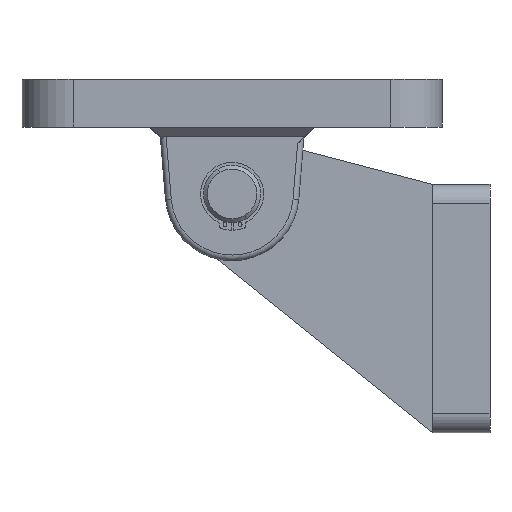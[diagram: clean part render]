
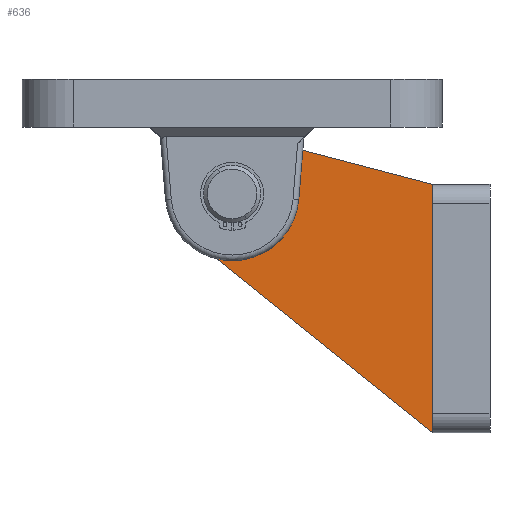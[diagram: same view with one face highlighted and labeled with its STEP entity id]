
A CAD part, front view. The second image highlights one B-rep face of the part: STEP entity #636.
In plain terms, the highlighted face is planar.
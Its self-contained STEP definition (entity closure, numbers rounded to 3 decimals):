
#13 = ORIENTED_EDGE ( 'NONE', *, *, #3602, .F. ) ;
#58 = ORIENTED_EDGE ( 'NONE', *, *, #3609, .T. ) ;
#77 = ORIENTED_EDGE ( 'NONE', *, *, #3654, .T. ) ;
#227 = EDGE_LOOP ( 'NONE', ( #1514, #77, #58, #13, #1774 ) ) ;
#302 = FACE_OUTER_BOUND ( 'NONE', #227, .T. ) ;
#636 = ADVANCED_FACE ( 'NONE', ( #302 ), #3022, .T. ) ;
#874 = LINE ( 'NONE', #2520, #883 ) ;
#882 = LINE ( 'NONE', #2522, #890 ) ;
#883 = VECTOR ( 'NONE', #2519, 1000. ) ;
#890 = VECTOR ( 'NONE', #2509, 1000. ) ;
#899 = CIRCLE ( 'NONE', #1300, 31.5 ) ;
#966 = LINE ( 'NONE', #2377, #967 ) ;
#967 = VECTOR ( 'NONE', #2386, 1000. ) ;
#969 = CIRCLE ( 'NONE', #1327, 31.5 ) ;
#1300 = AXIS2_PLACEMENT_3D ( 'NONE', #2500, #2489, #2496 ) ;
#1327 = AXIS2_PLACEMENT_3D ( 'NONE', #2391, #2406, #2360 ) ;
#1514 = ORIENTED_EDGE ( 'NONE', *, *, #3653, .T. ) ;
#1774 = ORIENTED_EDGE ( 'NONE', *, *, #3605, .T. ) ;
#2360 = DIRECTION ( 'NONE',  ( 0., 0., 1. ) ) ;
#2377 = CARTESIAN_POINT ( 'NONE',  ( -23.291, 98., 118.712 ) ) ;
#2386 = DIRECTION ( 'NONE',  ( -0.254, 0., 0.967 ) ) ;
#2391 = CARTESIAN_POINT ( 'NONE',  ( 5., 98., 135. ) ) ;
#2406 = DIRECTION ( 'NONE',  ( 0., -1., 0. ) ) ;
#2489 = DIRECTION ( 'NONE',  ( 0., -1., 0. ) ) ;
#2496 = DIRECTION ( 'NONE',  ( 0., 0., 1. ) ) ;
#2500 = CARTESIAN_POINT ( 'NONE',  ( 5., 98., 135. ) ) ;
#2509 = DIRECTION ( 'NONE',  ( -1., 0., 0. ) ) ;
#2519 = DIRECTION ( 'NONE',  ( -0.627, 0., 0.779 ) ) ;
#2520 = CARTESIAN_POINT ( 'NONE',  ( 2.651, 98., 188.139 ) ) ;
#2522 = CARTESIAN_POINT ( 'NONE',  ( -112.718, 98., 30. ) ) ;
#2612 = CARTESIAN_POINT ( 'NONE',  ( -25.467, 98., 127.001 ) ) ;
#2652 = CARTESIAN_POINT ( 'NONE',  ( 130., 98., 30. ) ) ;
#3019 = DIRECTION ( 'NONE',  ( 0., 0., 1. ) ) ;
#3020 = DIRECTION ( 'NONE',  ( 0., 1., 0. ) ) ;
#3022 = PLANE ( 'NONE',  #3731 ) ;
#3023 = CARTESIAN_POINT ( 'NONE',  ( -112.718, 98., 95.233 ) ) ;
#3127 = VERTEX_POINT ( 'NONE', #2612 ) ;
#3137 = VERTEX_POINT ( 'NONE', #2652 ) ;
#3240 = VERTEX_POINT ( 'NONE', #3908 ) ;
#3260 = VERTEX_POINT ( 'NONE', #3833 ) ;
#3270 = VERTEX_POINT ( 'NONE', #3838 ) ;
#3602 = EDGE_CURVE ( 'NONE', #3137, #3260, #874, .T. ) ;
#3605 = EDGE_CURVE ( 'NONE', #3137, #3240, #882, .T. ) ;
#3609 = EDGE_CURVE ( 'NONE', #3270, #3260, #899, .T. ) ;
#3653 = EDGE_CURVE ( 'NONE', #3240, #3127, #966, .T. ) ;
#3654 = EDGE_CURVE ( 'NONE', #3127, #3270, #969, .T. ) ;
#3731 = AXIS2_PLACEMENT_3D ( 'NONE', #3023, #3020, #3019 ) ;
#3833 = CARTESIAN_POINT ( 'NONE',  ( 29.534, 98., 154.757 ) ) ;
#3838 = CARTESIAN_POINT ( 'NONE',  ( 5., 98., 103.5 ) ) ;
#3908 = CARTESIAN_POINT ( 'NONE',  ( 0., 98., 30. ) ) ;
